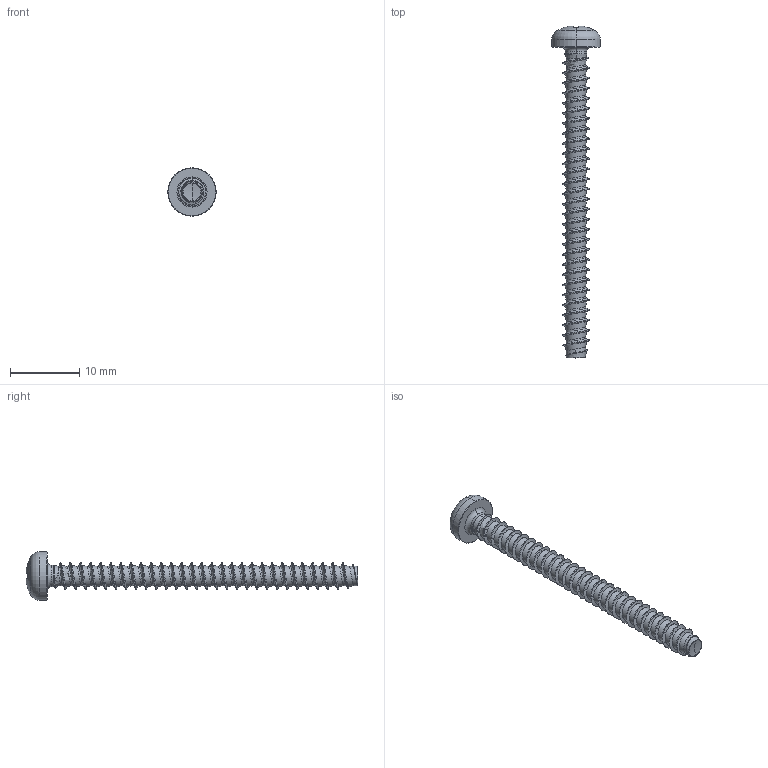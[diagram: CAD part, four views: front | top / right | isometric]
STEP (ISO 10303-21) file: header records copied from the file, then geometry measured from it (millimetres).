
FILE_DESCRIPTION (( 'STEP AP203' ), '1' );
FILE_NAME ('STP320400450.STEP', '2017-08-15T14:34:26', ( '' ), ( '' ), 'SwSTEP 2.0', 'SolidWorks 2015', '' );
FILE_SCHEMA (( 'CONFIG_CONTROL_DESIGN' ));
Length unit declared in the file: millimetre
Products named in the file (1): STP320400450
Bounding box: 7 x 48.05 x 7 mm (x, y, z)
Volume: 419.1 mm3; surface area: 800.5 mm2
Topology: 1 solids, 1 shells, 223 faces, 538 edges, 317 vertices
Faces by surface type: cylinder 86, bspline 51, torus 28, sphere 28, plane 22, cone 8
Entity records: 40542 total; most frequent: CARTESIAN_POINT 35883, ORIENTED_EDGE 1072, DIRECTION 842, EDGE_CURVE 536, AXIS2_PLACEMENT_3D 362, VERTEX_POINT 317, EDGE_LOOP 225, FACE_OUTER_BOUND 223
